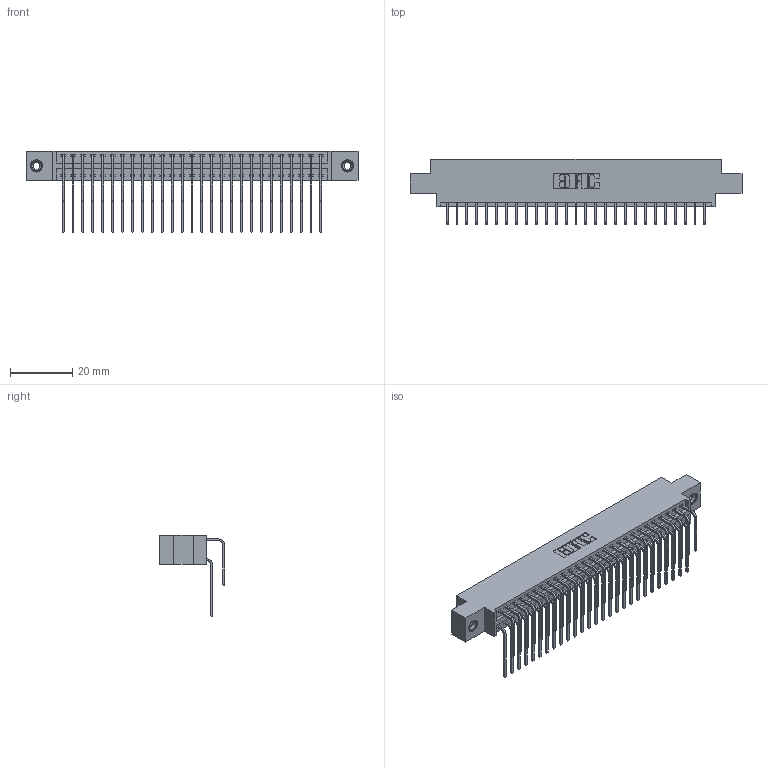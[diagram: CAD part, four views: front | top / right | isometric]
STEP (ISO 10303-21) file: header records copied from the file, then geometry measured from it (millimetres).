
FILE_DESCRIPTION (( 'STEP AP203' ), '1' );
FILE_NAME ('396-054-559-808.STEP', '2019-11-03T09:10:24', ( '' ), ( '' ), 'SwSTEP 2.0', 'SolidWorks 2016', '' );
FILE_SCHEMA (( 'CONFIG_CONTROL_DESIGN' ));
Length unit declared in the file: inch
Products named in the file (5): 396-054-559-808; 345-292-001_559 Tail - 2; 345-292-001_558 559 Tail - 1; 345-250-001_345-250-003-102; 346 Part_0.170 Offset - 0.156 Dia-TI
Assembly tree (57 placements, depth 2):
  396-054-559-808
    346 Part_0.170 Offset - 0.156 Dia-TI
    345-292-001_558 559 Tail - 1  x27
    345-292-001_559 Tail - 2  x27
    345-250-001_345-250-003-102  x2
Bounding box: 106.3 x 20.89 x 26.16 mm (x, y, z)
Volume: 10399.4 mm3; surface area: 15752.9 mm2
Topology: 57 solids, 57 shells, 3102 faces, 9171 edges, 6034 vertices
Faces by surface type: plane 2110, cylinder 976, cone 12, torus 4
Entity records: 22742 total; most frequent: CARTESIAN_POINT 3806, ORIENTED_EDGE 3682, DIRECTION 3403, EDGE_CURVE 1841, VECTOR 1541, LINE 1541, VERTEX_POINT 1220, AXIS2_PLACEMENT_3D 931
